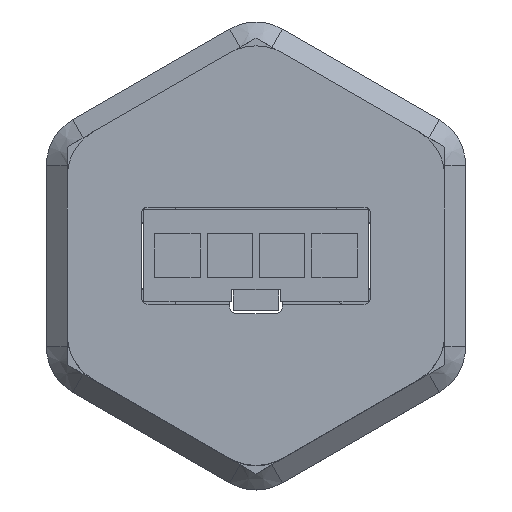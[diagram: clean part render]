
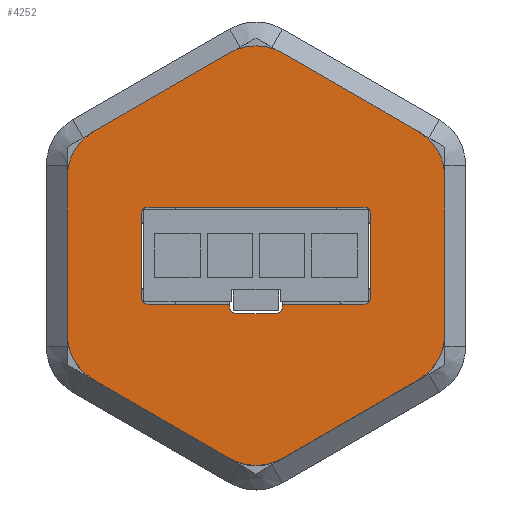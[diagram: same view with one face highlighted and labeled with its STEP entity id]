
A CAD part, top view. The second image highlights one B-rep face of the part: STEP entity #4252.
In plain terms, the highlighted planar face has unit normal (0, 0, 1).
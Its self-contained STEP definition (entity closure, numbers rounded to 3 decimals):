
#46=CIRCLE('',#4353,0.4);
#54=CIRCLE('',#4369,0.4);
#62=CIRCLE('',#4386,0.4);
#63=CIRCLE('',#4389,0.4);
#67=CIRCLE('',#4397,0.4);
#70=CIRCLE('',#4403,0.4);
#123=CIRCLE('',#4569,3.);
#124=CIRCLE('',#4572,3.);
#125=CIRCLE('',#4575,3.);
#126=CIRCLE('',#4578,3.);
#127=CIRCLE('',#4581,3.);
#128=CIRCLE('',#4584,3.);
#209=FACE_BOUND('',#689,.T.);
#442=FACE_OUTER_BOUND('',#688,.T.);
#688=EDGE_LOOP('',(#3809,#3810,#3811,#3812,#3813,#3814,#3815,#3816,#3817,
#3818,#3819,#3820));
#689=EDGE_LOOP('',(#3821,#3822,#3823,#3824,#3825,#3826,#3827,#3828,#3829,
#3830,#3831,#3832,#3833,#3834));
#899=LINE('',#6202,#1382);
#924=LINE('',#6262,#1407);
#931=LINE('',#6284,#1414);
#936=LINE('',#6301,#1419);
#948=LINE('',#6334,#1431);
#953=LINE('',#6346,#1436);
#959=LINE('',#6368,#1442);
#966=LINE('',#6385,#1449);
#1158=LINE('',#7151,#1641);
#1161=LINE('',#7159,#1644);
#1165=LINE('',#7168,#1648);
#1168=LINE('',#7176,#1651);
#1170=LINE('',#7183,#1653);
#1173=LINE('',#7190,#1656);
#1382=VECTOR('',#4971,10.);
#1407=VECTOR('',#5020,10.);
#1414=VECTOR('',#5041,10.);
#1419=VECTOR('',#5056,10.);
#1431=VECTOR('',#5086,10.);
#1436=VECTOR('',#5097,10.);
#1442=VECTOR('',#5123,10.);
#1449=VECTOR('',#5138,10.);
#1641=VECTOR('',#5662,10.);
#1644=VECTOR('',#5671,10.);
#1648=VECTOR('',#5681,10.);
#1651=VECTOR('',#5690,10.);
#1653=VECTOR('',#5698,10.);
#1656=VECTOR('',#5707,10.);
#1799=VERTEX_POINT('',#6195);
#1800=VERTEX_POINT('',#6197);
#1801=VERTEX_POINT('',#6201);
#1824=VERTEX_POINT('',#6260);
#1826=VERTEX_POINT('',#6266);
#1832=VERTEX_POINT('',#6282);
#1839=VERTEX_POINT('',#6299);
#1850=VERTEX_POINT('',#6328);
#1851=VERTEX_POINT('',#6332);
#1852=VERTEX_POINT('',#6336);
#1855=VERTEX_POINT('',#6344);
#1859=VERTEX_POINT('',#6358);
#1861=VERTEX_POINT('',#6367);
#1867=VERTEX_POINT('',#6381);
#2027=VERTEX_POINT('',#7144);
#2028=VERTEX_POINT('',#7145);
#2029=VERTEX_POINT('',#7150);
#2030=VERTEX_POINT('',#7154);
#2031=VERTEX_POINT('',#7158);
#2032=VERTEX_POINT('',#7162);
#2033=VERTEX_POINT('',#7166);
#2034=VERTEX_POINT('',#7170);
#2035=VERTEX_POINT('',#7174);
#2036=VERTEX_POINT('',#7178);
#2037=VERTEX_POINT('',#7182);
#2038=VERTEX_POINT('',#7186);
#2251=EDGE_CURVE('',#1799,#1800,#46,.T.);
#2253=EDGE_CURVE('',#1801,#1800,#899,.T.);
#2284=EDGE_CURVE('',#1799,#1824,#924,.T.);
#2287=EDGE_CURVE('',#1826,#1824,#54,.T.);
#2295=EDGE_CURVE('',#1826,#1832,#931,.T.);
#2303=EDGE_CURVE('',#1832,#1839,#936,.F.);
#2318=EDGE_CURVE('',#1850,#1839,#62,.T.);
#2320=EDGE_CURVE('',#1850,#1851,#948,.F.);
#2322=EDGE_CURVE('',#1852,#1851,#63,.T.);
#2326=EDGE_CURVE('',#1852,#1855,#953,.F.);
#2332=EDGE_CURVE('',#1801,#1859,#67,.T.);
#2337=EDGE_CURVE('',#1861,#1859,#959,.T.);
#2344=EDGE_CURVE('',#1861,#1867,#70,.T.);
#2346=EDGE_CURVE('',#1855,#1867,#966,.T.);
#2616=EDGE_CURVE('',#2027,#2028,#123,.T.);
#2619=EDGE_CURVE('',#2028,#2029,#1158,.T.);
#2621=EDGE_CURVE('',#2029,#2030,#124,.T.);
#2623=EDGE_CURVE('',#2030,#2031,#1161,.T.);
#2625=EDGE_CURVE('',#2031,#2032,#125,.T.);
#2628=EDGE_CURVE('',#2033,#2032,#1165,.T.);
#2629=EDGE_CURVE('',#2033,#2034,#126,.T.);
#2632=EDGE_CURVE('',#2034,#2035,#1168,.T.);
#2633=EDGE_CURVE('',#2035,#2036,#127,.T.);
#2635=EDGE_CURVE('',#2036,#2037,#1170,.T.);
#2637=EDGE_CURVE('',#2037,#2038,#128,.T.);
#2639=EDGE_CURVE('',#2027,#2038,#1173,.T.);
#3809=ORIENTED_EDGE('',*,*,#2639,.T.);
#3810=ORIENTED_EDGE('',*,*,#2637,.F.);
#3811=ORIENTED_EDGE('',*,*,#2635,.F.);
#3812=ORIENTED_EDGE('',*,*,#2633,.F.);
#3813=ORIENTED_EDGE('',*,*,#2632,.F.);
#3814=ORIENTED_EDGE('',*,*,#2629,.F.);
#3815=ORIENTED_EDGE('',*,*,#2628,.T.);
#3816=ORIENTED_EDGE('',*,*,#2625,.F.);
#3817=ORIENTED_EDGE('',*,*,#2623,.F.);
#3818=ORIENTED_EDGE('',*,*,#2621,.F.);
#3819=ORIENTED_EDGE('',*,*,#2619,.F.);
#3820=ORIENTED_EDGE('',*,*,#2616,.F.);
#3821=ORIENTED_EDGE('',*,*,#2326,.T.);
#3822=ORIENTED_EDGE('',*,*,#2346,.T.);
#3823=ORIENTED_EDGE('',*,*,#2344,.F.);
#3824=ORIENTED_EDGE('',*,*,#2337,.T.);
#3825=ORIENTED_EDGE('',*,*,#2332,.F.);
#3826=ORIENTED_EDGE('',*,*,#2253,.T.);
#3827=ORIENTED_EDGE('',*,*,#2251,.F.);
#3828=ORIENTED_EDGE('',*,*,#2284,.T.);
#3829=ORIENTED_EDGE('',*,*,#2287,.F.);
#3830=ORIENTED_EDGE('',*,*,#2295,.T.);
#3831=ORIENTED_EDGE('',*,*,#2303,.T.);
#3832=ORIENTED_EDGE('',*,*,#2318,.F.);
#3833=ORIENTED_EDGE('',*,*,#2320,.T.);
#3834=ORIENTED_EDGE('',*,*,#2322,.F.);
#4018=PLANE('',#4586);
#4252=ADVANCED_FACE('',(#442,#209),#4018,.F.);
#4353=AXIS2_PLACEMENT_3D('',#6198,#4966,#4967);
#4369=AXIS2_PLACEMENT_3D('',#6268,#5026,#5027);
#4386=AXIS2_PLACEMENT_3D('',#6330,#5081,#5082);
#4389=AXIS2_PLACEMENT_3D('',#6338,#5090,#5091);
#4397=AXIS2_PLACEMENT_3D('',#6359,#5112,#5113);
#4403=AXIS2_PLACEMENT_3D('',#6382,#5133,#5134);
#4569=AXIS2_PLACEMENT_3D('',#7146,#5656,#5657);
#4572=AXIS2_PLACEMENT_3D('',#7155,#5666,#5667);
#4575=AXIS2_PLACEMENT_3D('',#7163,#5675,#5676);
#4578=AXIS2_PLACEMENT_3D('',#7171,#5684,#5685);
#4581=AXIS2_PLACEMENT_3D('',#7179,#5693,#5694);
#4584=AXIS2_PLACEMENT_3D('',#7187,#5702,#5703);
#4586=AXIS2_PLACEMENT_3D('',#7191,#5708,#5709);
#4966=DIRECTION('center_axis',(0.,0.,1.));
#4967=DIRECTION('ref_axis',(0.707,0.707,0.));
#4971=DIRECTION('',(1.,0.,0.));
#5020=DIRECTION('',(0.,-1.,0.));
#5026=DIRECTION('center_axis',(0.,0.,1.));
#5027=DIRECTION('ref_axis',(0.707,-0.707,0.));
#5041=DIRECTION('',(-1.,0.,0.));
#5056=DIRECTION('',(0.,1.,0.));
#5081=DIRECTION('center_axis',(0.,0.,1.));
#5082=DIRECTION('ref_axis',(0.707,-0.707,0.));
#5086=DIRECTION('',(1.,0.,0.));
#5090=DIRECTION('center_axis',(0.,0.,1.));
#5091=DIRECTION('ref_axis',(-0.707,-0.707,0.));
#5097=DIRECTION('',(0.,-1.,0.));
#5112=DIRECTION('center_axis',(0.,0.,1.));
#5113=DIRECTION('ref_axis',(-0.707,0.707,0.));
#5123=DIRECTION('',(0.,1.,0.));
#5133=DIRECTION('center_axis',(0.,0.,1.));
#5134=DIRECTION('ref_axis',(-0.707,-0.707,0.));
#5138=DIRECTION('',(-1.,0.,0.));
#5656=DIRECTION('center_axis',(0.,0.,-1.));
#5657=DIRECTION('ref_axis',(0.5,-0.866,0.));
#5662=DIRECTION('',(-0.866,-0.5,0.));
#5666=DIRECTION('center_axis',(0.,0.,-1.));
#5667=DIRECTION('ref_axis',(-0.5,-0.866,0.));
#5671=DIRECTION('',(-0.866,0.5,0.));
#5675=DIRECTION('center_axis',(0.,0.,-1.));
#5676=DIRECTION('ref_axis',(-1.,0.,0.));
#5681=DIRECTION('',(0.,-1.,0.));
#5684=DIRECTION('center_axis',(0.,0.,-1.));
#5685=DIRECTION('ref_axis',(-0.5,0.866,0.));
#5690=DIRECTION('',(0.866,0.5,0.));
#5693=DIRECTION('center_axis',(0.,0.,-1.));
#5694=DIRECTION('ref_axis',(0.5,0.866,0.));
#5698=DIRECTION('',(0.866,-0.5,0.));
#5702=DIRECTION('center_axis',(0.,0.,-1.));
#5703=DIRECTION('ref_axis',(1.,0.,0.));
#5707=DIRECTION('',(0.,1.,0.));
#5708=DIRECTION('center_axis',(0.,0.,-1.));
#5709=DIRECTION('ref_axis',(1.,0.,0.));
#6195=CARTESIAN_POINT('',(6.575,2.38,13.4));
#6197=CARTESIAN_POINT('',(6.175,2.78,13.4));
#6198=CARTESIAN_POINT('Origin',(6.175,2.38,13.4));
#6201=CARTESIAN_POINT('',(-6.175,2.78,13.4));
#6202=CARTESIAN_POINT('',(3.213,2.78,13.4));
#6260=CARTESIAN_POINT('',(6.575,-2.38,13.4));
#6262=CARTESIAN_POINT('',(6.575,-0.965,13.4));
#6266=CARTESIAN_POINT('',(6.175,-2.78,13.4));
#6268=CARTESIAN_POINT('Origin',(6.175,-2.38,13.4));
#6282=CARTESIAN_POINT('',(1.5,-2.78,13.4));
#6284=CARTESIAN_POINT('',(3.213,-2.78,13.4));
#6299=CARTESIAN_POINT('',(1.5,-2.93,13.4));
#6301=CARTESIAN_POINT('',(1.5,-1.565,13.4));
#6328=CARTESIAN_POINT('',(1.1,-3.33,13.4));
#6330=CARTESIAN_POINT('Origin',(1.1,-2.93,13.4));
#6332=CARTESIAN_POINT('',(-1.1,-3.33,13.4));
#6334=CARTESIAN_POINT('',(-0.65,-3.33,13.4));
#6336=CARTESIAN_POINT('',(-1.5,-2.93,13.4));
#6338=CARTESIAN_POINT('Origin',(-1.1,-2.93,13.4));
#6344=CARTESIAN_POINT('',(-1.5,-2.78,13.4));
#6346=CARTESIAN_POINT('',(-1.5,-0.965,13.4));
#6358=CARTESIAN_POINT('',(-6.575,2.38,13.4));
#6359=CARTESIAN_POINT('Origin',(-6.175,2.38,13.4));
#6367=CARTESIAN_POINT('',(-6.575,-2.38,13.4));
#6368=CARTESIAN_POINT('',(-6.575,-0.965,13.4));
#6381=CARTESIAN_POINT('',(-6.175,-2.78,13.4));
#6382=CARTESIAN_POINT('Origin',(-6.175,-2.38,13.4));
#6385=CARTESIAN_POINT('',(3.213,-2.78,13.4));
#7144=CARTESIAN_POINT('',(10.8,-4.503,13.4));
#7145=CARTESIAN_POINT('',(9.3,-7.101,13.4));
#7146=CARTESIAN_POINT('Origin',(7.8,-4.503,13.4));
#7150=CARTESIAN_POINT('',(1.5,-11.605,13.4));
#7151=CARTESIAN_POINT('',(2.7,-10.912,13.4));
#7154=CARTESIAN_POINT('',(-1.5,-11.605,13.4));
#7155=CARTESIAN_POINT('Origin',(0.,-9.007,13.4));
#7158=CARTESIAN_POINT('',(-9.3,-7.101,13.4));
#7159=CARTESIAN_POINT('',(-8.1,-7.794,13.4));
#7162=CARTESIAN_POINT('',(-10.8,-4.503,13.4));
#7163=CARTESIAN_POINT('Origin',(-7.8,-4.503,13.4));
#7166=CARTESIAN_POINT('',(-10.8,4.503,13.4));
#7168=CARTESIAN_POINT('',(-10.8,3.118,13.4));
#7170=CARTESIAN_POINT('',(-9.3,7.101,13.4));
#7171=CARTESIAN_POINT('Origin',(-7.8,4.503,13.4));
#7174=CARTESIAN_POINT('',(-1.5,11.605,13.4));
#7176=CARTESIAN_POINT('',(-2.7,10.912,13.4));
#7178=CARTESIAN_POINT('',(1.5,11.605,13.4));
#7179=CARTESIAN_POINT('Origin',(0.,9.007,13.4));
#7182=CARTESIAN_POINT('',(9.3,7.101,13.4));
#7183=CARTESIAN_POINT('',(8.1,7.794,13.4));
#7186=CARTESIAN_POINT('',(10.8,4.503,13.4));
#7187=CARTESIAN_POINT('Origin',(7.8,4.503,13.4));
#7190=CARTESIAN_POINT('',(10.8,-3.118,13.4));
#7191=CARTESIAN_POINT('Origin',(0.,0.,
13.4));
